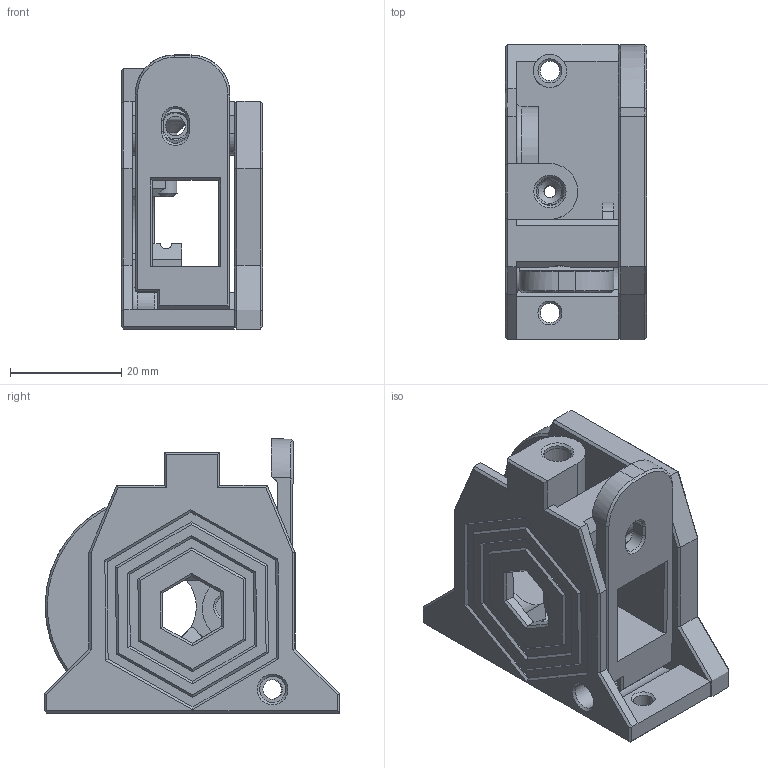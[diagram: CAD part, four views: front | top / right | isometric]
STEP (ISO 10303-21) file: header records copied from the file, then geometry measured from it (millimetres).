
FILE_DESCRIPTION(/* description */ (''),/* implementation_level */ '2;1');
FILE_NAME(/* name */ 'Roundtrip_ORB2_FF_v1.step',/* time_stamp */ '2023-03-28T11:33:14+01:00',/* author */ (''),/* organization */ (''),/* preprocessor_version */ 'ST-DEVELOPER v19.2',/* originating_system */ 'Autodesk Translation Framework v11.17.0.187',/* authorisation */ '');
FILE_SCHEMA (('AUTOMOTIVE_DESIGN { 1 0 10303 214 3 1 1 }'));
Length unit declared in the file: millimetre
Products named in the file (4): RoundTrip_OB2_v1; Guidler; Front; Back
Assembly tree (3 placements, depth 2):
  RoundTrip_OB2_v1
    Guidler
    Front
    Back
Bounding box: 25.46 x 53.02 x 49.25 mm (x, y, z)
Volume: 19703.8 mm3; surface area: 15567.5 mm2
Topology: 3 solids, 3 shells, 282 faces, 714 edges, 446 vertices
Faces by surface type: plane 203, cylinder 48, cone 22, bspline 6, torus 3
Full cylindrical faces by diameter (mm): 2.15 x2, 3.5 x8, 4.1 x2, 4.2 x1, 4.3 x1, 4.7 x3, 5 x1, 6 x1, 8 x1, 14.2 x1, 16 x1, 30.1 x1, 36.4 x1
Entity records: 8823 total; most frequent: CARTESIAN_POINT 1853, ORIENTED_EDGE 1428, DIRECTION 1378, EDGE_CURVE 714, LINE 548, VECTOR 548, VERTEX_POINT 446, AXIS2_PLACEMENT_3D 415
